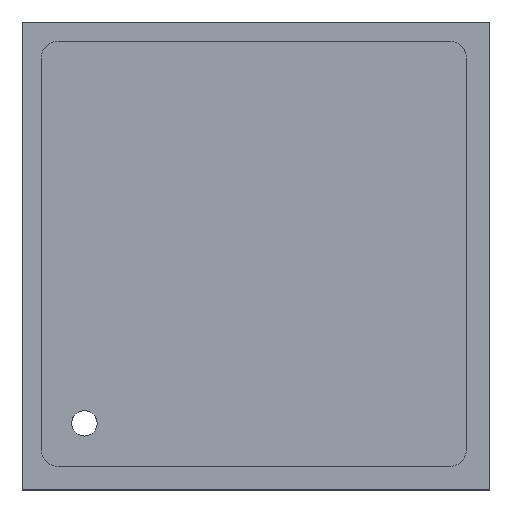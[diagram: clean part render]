
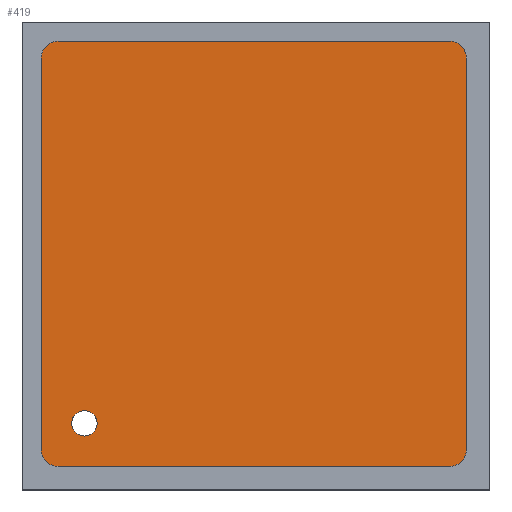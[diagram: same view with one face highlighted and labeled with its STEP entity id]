
A CAD part, top view. The second image highlights one B-rep face of the part: STEP entity #419.
In plain terms, the highlighted planar face has unit normal (0, 0, 1).
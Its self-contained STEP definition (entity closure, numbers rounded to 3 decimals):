
#133 = VERTEX_POINT('',#134);
#134 = CARTESIAN_POINT('',(-25.,-23.,5.));
#140 = EDGE_CURVE('',#133,#141,#143,.T.);
#141 = VERTEX_POINT('',#142);
#142 = CARTESIAN_POINT('',(-25.,23.,5.));
#143 = LINE('',#144,#145);
#144 = CARTESIAN_POINT('',(-25.,-25.,5.));
#145 = VECTOR('',#146,1.);
#146 = DIRECTION('',(0.,1.,0.));
#164 = VERTEX_POINT('',#165);
#165 = CARTESIAN_POINT('',(-23.,-25.,5.));
#171 = EDGE_CURVE('',#133,#164,#172,.T.);
#172 = CIRCLE('',#173,2.);
#173 = AXIS2_PLACEMENT_3D('',#174,#175,#176);
#174 = CARTESIAN_POINT('',(-23.,-23.,5.));
#175 = DIRECTION('',(0.,-0.,1.));
#176 = DIRECTION('',(0.,1.,0.));
#189 = VERTEX_POINT('',#190);
#190 = CARTESIAN_POINT('',(-23.,25.,5.));
#196 = EDGE_CURVE('',#141,#189,#197,.T.);
#197 = CIRCLE('',#198,2.);
#198 = AXIS2_PLACEMENT_3D('',#199,#200,#201);
#199 = CARTESIAN_POINT('',(-23.,23.,5.));
#200 = DIRECTION('',(0.,0.,-1.));
#201 = DIRECTION('',(0.,1.,0.));
#214 = VERTEX_POINT('',#215);
#215 = CARTESIAN_POINT('',(23.,-25.,5.));
#221 = EDGE_CURVE('',#214,#164,#222,.T.);
#222 = LINE('',#223,#224);
#223 = CARTESIAN_POINT('',(25.,-25.,5.));
#224 = VECTOR('',#225,1.);
#225 = DIRECTION('',(-1.,0.,0.));
#238 = EDGE_CURVE('',#189,#239,#241,.T.);
#239 = VERTEX_POINT('',#240);
#240 = CARTESIAN_POINT('',(23.,25.,5.));
#241 = LINE('',#242,#243);
#242 = CARTESIAN_POINT('',(-25.,25.,5.));
#243 = VECTOR('',#244,1.);
#244 = DIRECTION('',(1.,0.,0.));
#262 = VERTEX_POINT('',#263);
#263 = CARTESIAN_POINT('',(25.,-23.,5.));
#269 = EDGE_CURVE('',#214,#262,#270,.T.);
#270 = CIRCLE('',#271,2.);
#271 = AXIS2_PLACEMENT_3D('',#272,#273,#274);
#272 = CARTESIAN_POINT('',(23.,-23.,5.));
#273 = DIRECTION('',(0.,-0.,1.));
#274 = DIRECTION('',(0.,1.,0.));
#287 = EDGE_CURVE('',#288,#239,#290,.T.);
#288 = VERTEX_POINT('',#289);
#289 = CARTESIAN_POINT('',(25.,23.,5.));
#290 = CIRCLE('',#291,2.);
#291 = AXIS2_PLACEMENT_3D('',#292,#293,#294);
#292 = CARTESIAN_POINT('',(23.,23.,5.));
#293 = DIRECTION('',(0.,-0.,1.));
#294 = DIRECTION('',(0.,1.,0.));
#312 = EDGE_CURVE('',#288,#262,#313,.T.);
#313 = LINE('',#314,#315);
#314 = CARTESIAN_POINT('',(25.,25.,5.));
#315 = VECTOR('',#316,1.);
#316 = DIRECTION('',(0.,-1.,0.));
#419 = ADVANCED_FACE('',(#420,#430),#441,.T.);
#420 = FACE_BOUND('',#421,.T.);
#421 = EDGE_LOOP('',(#422,#423,#424,#425,#426,#427,#428,#429));
#422 = ORIENTED_EDGE('',*,*,#238,.F.);
#423 = ORIENTED_EDGE('',*,*,#196,.F.);
#424 = ORIENTED_EDGE('',*,*,#140,.F.);
#425 = ORIENTED_EDGE('',*,*,#171,.T.);
#426 = ORIENTED_EDGE('',*,*,#221,.F.);
#427 = ORIENTED_EDGE('',*,*,#269,.T.);
#428 = ORIENTED_EDGE('',*,*,#312,.F.);
#429 = ORIENTED_EDGE('',*,*,#287,.T.);
#430 = FACE_BOUND('',#431,.T.);
#431 = EDGE_LOOP('',(#432));
#432 = ORIENTED_EDGE('',*,*,#433,.F.);
#433 = EDGE_CURVE('',#434,#434,#436,.T.);
#434 = VERTEX_POINT('',#435);
#435 = CARTESIAN_POINT('',(-18.42,-19.92,5.));
#436 = CIRCLE('',#437,1.5);
#437 = AXIS2_PLACEMENT_3D('',#438,#439,#440);
#438 = CARTESIAN_POINT('',(-19.92,-19.92,5.));
#439 = DIRECTION('',(0.,0.,1.));
#440 = DIRECTION('',(1.,0.,0.));
#441 = PLANE('',#442);
#442 = AXIS2_PLACEMENT_3D('',#443,#444,#445);
#443 = CARTESIAN_POINT('',(0.,0.,5.));
#444 = DIRECTION('',(0.,0.,1.));
#445 = DIRECTION('',(1.,0.,0.));
